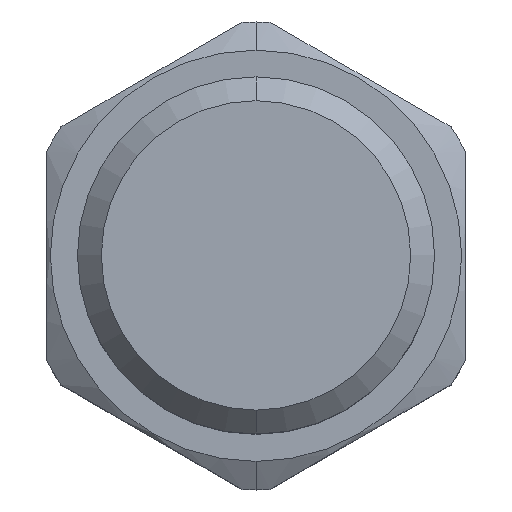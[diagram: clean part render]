
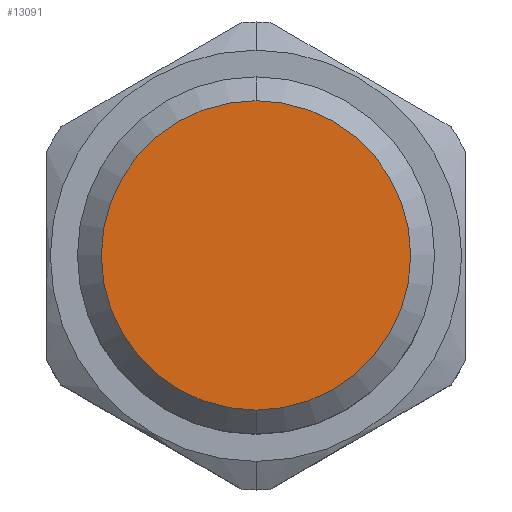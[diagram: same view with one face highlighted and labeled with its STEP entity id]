
A CAD part, top view. The second image highlights one B-rep face of the part: STEP entity #13091.
In plain terms, the highlighted planar face has unit normal (0, 0, 1).
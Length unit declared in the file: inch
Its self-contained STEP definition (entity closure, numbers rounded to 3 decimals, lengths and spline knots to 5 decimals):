
#5961=CARTESIAN_POINT('',(0.,0.,4.5285));
#5962=DIRECTION('',(0.,0.,1.));
#5963=DIRECTION('',(0.,-1.,0.));
#5964=AXIS2_PLACEMENT_3D('',#5961,#5962,#5963);
#5979=CARTESIAN_POINT('',(0.,0.,4.5285));
#5980=DIRECTION('',(0.,0.,1.));
#5981=DIRECTION('',(0.,1.,0.));
#5982=AXIS2_PLACEMENT_3D('',#5979,#5980,#5981);
#8165=CARTESIAN_POINT('',(0.,0.3235,4.5285));
#8166=CARTESIAN_POINT('',(0.,-0.3235,4.5285));
#8167=VERTEX_POINT('',#8165);
#8168=VERTEX_POINT('',#8166);
#13081=CARTESIAN_POINT('',(0.,0.,4.5285));
#13082=DIRECTION('',(0.,0.,1.));
#13083=DIRECTION('',(0.,1.,0.));
#13084=AXIS2_PLACEMENT_3D('',#13081,#13082,#13083);
#13085=PLANE('',#13084);
#13086=ORIENTED_EDGE('',*,*,#13071,.F.);
#13088=ORIENTED_EDGE('',*,*,#13087,.F.);
#13089=EDGE_LOOP('',(#13086,#13088));
#13090=FACE_OUTER_BOUND('',#13089,.F.);
#13091=ADVANCED_FACE('',(#13090),#13085,.T.);
#5965=CIRCLE('',#5964,0.3235);
#5983=CIRCLE('',#5982,0.3235);
#13071=EDGE_CURVE('',#8168,#8167,#5965,.T.);
#13087=EDGE_CURVE('',#8167,#8168,#5983,.T.);
